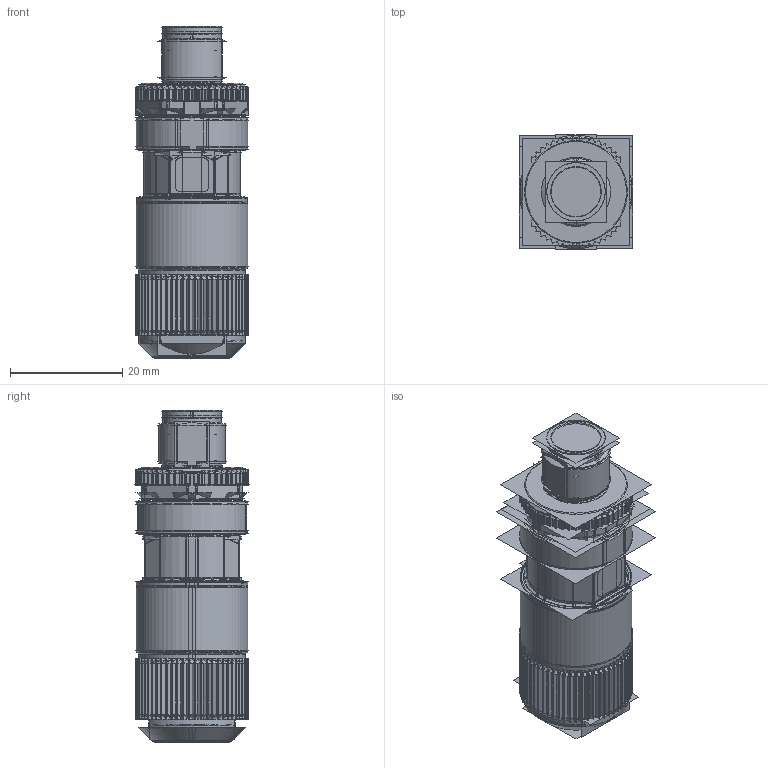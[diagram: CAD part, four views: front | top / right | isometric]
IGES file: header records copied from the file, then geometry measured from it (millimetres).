
Start section:  PTC IGES file: 248536_sm01.igs
Global section: file name: 248536_sm01.igs; native system: Creo Parametric by PTC Inc.; preprocessor: 2022414; author: banengservice; organization: Unknown; date: 20250418.105648; units: millimetre
Bounding box: 20.23 x 20.33 x 59.08 mm (x, y, z)
Surface area: 19467.4 mm2 (no closed solid volume)
Topology: 0 solids, 2 shells, 1758 faces, 9230 edges, 11666 vertices
Faces by surface type: revolution 1030, bspline 728
